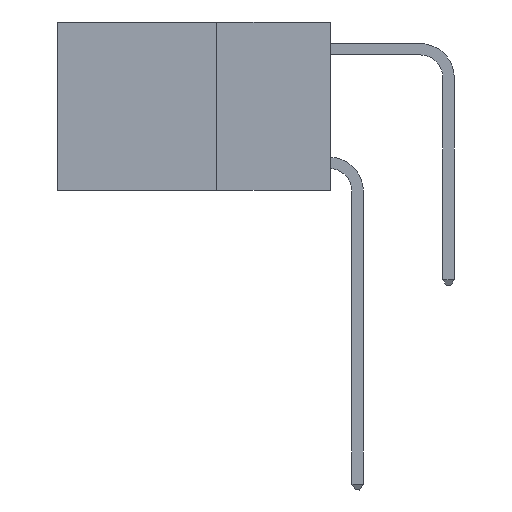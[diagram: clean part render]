
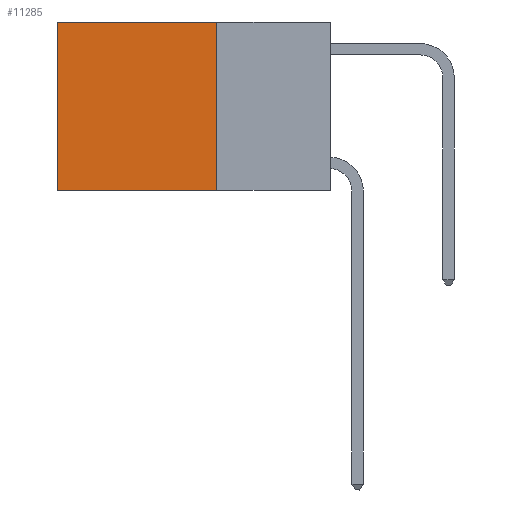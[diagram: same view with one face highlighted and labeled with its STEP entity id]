
A CAD part, left-side view. The second image highlights one B-rep face of the part: STEP entity #11285.
In plain terms, the highlighted planar face has unit normal (-1, 0, 0).
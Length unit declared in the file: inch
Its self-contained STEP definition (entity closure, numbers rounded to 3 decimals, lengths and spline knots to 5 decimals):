
#821 = LINE ( 'NONE', #11833, #2753 ) ;
#882 = EDGE_CURVE ( 'NONE', #7486, #5840, #2302, .T. ) ;
#949 = LINE ( 'NONE', #17369, #8568 ) ;
#1222 = ORIENTED_EDGE ( 'NONE', *, *, #4590, .T. ) ;
#1818 = CARTESIAN_POINT ( 'NONE',  ( 0.2625, 0.25, 0. ) ) ;
#2056 = CARTESIAN_POINT ( 'NONE',  ( 0.2625, 0.25, 0. ) ) ;
#2288 = CARTESIAN_POINT ( 'NONE',  ( 0.2625, 0.6, 0. ) ) ;
#2302 = LINE ( 'NONE', #3172, #12115 ) ;
#2753 = VECTOR ( 'NONE', #7792, 39.37008 ) ;
#3172 = CARTESIAN_POINT ( 'NONE',  ( 0.2625, 0.25, 0. ) ) ;
#3231 = AXIS2_PLACEMENT_3D ( 'NONE', #2056, #3254, #17118 ) ;
#3254 = DIRECTION ( 'NONE',  ( 1., 0., 0. ) ) ;
#3269 = FACE_OUTER_BOUND ( 'NONE', #10034, .T. ) ;
#3813 = CARTESIAN_POINT ( 'NONE',  ( 0.2625, 0.25, -0.37 ) ) ;
#4590 = EDGE_CURVE ( 'NONE', #7486, #17233, #821, .T. ) ;
#4773 = LINE ( 'NONE', #2288, #7605 ) ;
#5840 = VERTEX_POINT ( 'NONE', #3813 ) ;
#6283 = DIRECTION ( 'NONE',  ( 0., 0., -1. ) ) ;
#7486 = VERTEX_POINT ( 'NONE', #1818 ) ;
#7605 = VECTOR ( 'NONE', #15968, 39.37008 ) ;
#7792 = DIRECTION ( 'NONE',  ( 0., 1., 0. ) ) ;
#8568 = VECTOR ( 'NONE', #14458, 39.37008 ) ;
#9238 = VERTEX_POINT ( 'NONE', #17551 ) ;
#10034 = EDGE_LOOP ( 'NONE', ( #15378, #13709, #13144, #1222 ) ) ;
#10365 = PLANE ( 'NONE',  #3231 ) ;
#11285 = ADVANCED_FACE ( 'NONE', ( #3269 ), #10365, .F. ) ;
#11447 = EDGE_CURVE ( 'NONE', #17233, #9238, #4773, .T. ) ;
#11833 = CARTESIAN_POINT ( 'NONE',  ( 0.2625, 0.25, 0. ) ) ;
#12115 = VECTOR ( 'NONE', #6283, 39.37008 ) ;
#12294 = CARTESIAN_POINT ( 'NONE',  ( 0.2625, 0.6, 0. ) ) ;
#13144 = ORIENTED_EDGE ( 'NONE', *, *, #882, .F. ) ;
#13709 = ORIENTED_EDGE ( 'NONE', *, *, #15736, .F. ) ;
#14458 = DIRECTION ( 'NONE',  ( 0., 1., 0. ) ) ;
#15378 = ORIENTED_EDGE ( 'NONE', *, *, #11447, .T. ) ;
#15736 = EDGE_CURVE ( 'NONE', #5840, #9238, #949, .T. ) ;
#15968 = DIRECTION ( 'NONE',  ( 0., 0., -1. ) ) ;
#17118 = DIRECTION ( 'NONE',  ( 0., 0., -1. ) ) ;
#17233 = VERTEX_POINT ( 'NONE', #12294 ) ;
#17369 = CARTESIAN_POINT ( 'NONE',  ( 0.2625, 0.25, -0.37 ) ) ;
#17551 = CARTESIAN_POINT ( 'NONE',  ( 0.2625, 0.6, -0.37 ) ) ;
